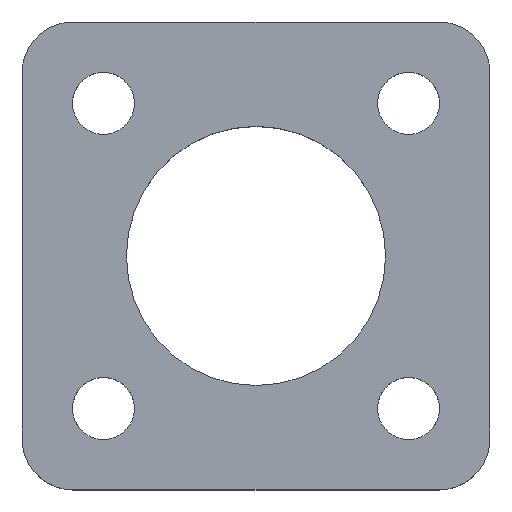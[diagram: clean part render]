
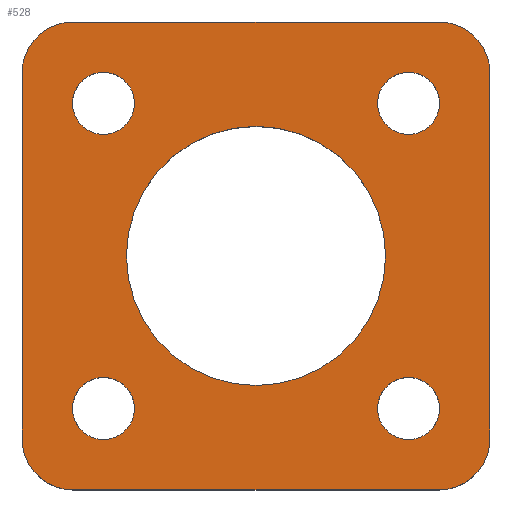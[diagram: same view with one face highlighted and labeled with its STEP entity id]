
A CAD part, top view. The second image highlights one B-rep face of the part: STEP entity #528.
In plain terms, the highlighted planar face has unit normal (0, 0, 1).
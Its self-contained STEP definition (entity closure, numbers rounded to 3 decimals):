
#27=FACE_BOUND('',#95,.T.);
#28=FACE_BOUND('',#96,.T.);
#29=FACE_BOUND('',#97,.T.);
#30=FACE_BOUND('',#98,.T.);
#31=FACE_BOUND('',#99,.T.);
#44=PLANE('',#581);
#69=FACE_OUTER_BOUND('',#94,.T.);
#94=EDGE_LOOP('',(#387,#388,#389,#390,#391,#392,#393,#394));
#95=EDGE_LOOP('',(#395,#396));
#96=EDGE_LOOP('',(#397,#398));
#97=EDGE_LOOP('',(#399,#400));
#98=EDGE_LOOP('',(#401,#402));
#99=EDGE_LOOP('',(#403,#404));
#133=LINE('',#810,#163);
#136=LINE('',#824,#166);
#137=LINE('',#828,#167);
#138=LINE('',#832,#168);
#163=VECTOR('',#655,10.);
#166=VECTOR('',#668,10.);
#167=VECTOR('',#671,10.);
#168=VECTOR('',#674,10.);
#193=CIRCLE('',#574,5.);
#199=CIRCLE('',#582,5.);
#200=CIRCLE('',#583,5.);
#201=CIRCLE('',#584,5.);
#202=CIRCLE('',#585,3.05);
#203=CIRCLE('',#586,3.05);
#204=CIRCLE('',#587,3.05);
#205=CIRCLE('',#588,3.05);
#206=CIRCLE('',#589,3.05);
#207=CIRCLE('',#590,3.05);
#208=CIRCLE('',#591,3.05);
#209=CIRCLE('',#592,3.05);
#210=CIRCLE('',#593,12.74);
#211=CIRCLE('',#594,12.74);
#233=VERTEX_POINT('',#800);
#234=VERTEX_POINT('',#801);
#237=VERTEX_POINT('',#809);
#243=VERTEX_POINT('',#823);
#244=VERTEX_POINT('',#825);
#245=VERTEX_POINT('',#827);
#246=VERTEX_POINT('',#829);
#247=VERTEX_POINT('',#831);
#248=VERTEX_POINT('',#834);
#249=VERTEX_POINT('',#835);
#250=VERTEX_POINT('',#838);
#251=VERTEX_POINT('',#839);
#252=VERTEX_POINT('',#842);
#253=VERTEX_POINT('',#843);
#254=VERTEX_POINT('',#846);
#255=VERTEX_POINT('',#847);
#256=VERTEX_POINT('',#850);
#257=VERTEX_POINT('',#851);
#292=EDGE_CURVE('',#233,#234,#193,.T.);
#296=EDGE_CURVE('',#237,#234,#133,.T.);
#303=EDGE_CURVE('',#233,#243,#136,.T.);
#304=EDGE_CURVE('',#244,#243,#199,.T.);
#305=EDGE_CURVE('',#244,#245,#137,.T.);
#306=EDGE_CURVE('',#246,#245,#200,.T.);
#307=EDGE_CURVE('',#246,#247,#138,.T.);
#308=EDGE_CURVE('',#237,#247,#201,.T.);
#309=EDGE_CURVE('',#248,#249,#202,.T.);
#310=EDGE_CURVE('',#249,#248,#203,.T.);
#311=EDGE_CURVE('',#250,#251,#204,.T.);
#312=EDGE_CURVE('',#251,#250,#205,.T.);
#313=EDGE_CURVE('',#252,#253,#206,.T.);
#314=EDGE_CURVE('',#253,#252,#207,.T.);
#315=EDGE_CURVE('',#254,#255,#208,.T.);
#316=EDGE_CURVE('',#255,#254,#209,.T.);
#317=EDGE_CURVE('',#256,#257,#210,.T.);
#318=EDGE_CURVE('',#257,#256,#211,.T.);
#387=ORIENTED_EDGE('',*,*,#292,.F.);
#388=ORIENTED_EDGE('',*,*,#303,.T.);
#389=ORIENTED_EDGE('',*,*,#304,.F.);
#390=ORIENTED_EDGE('',*,*,#305,.T.);
#391=ORIENTED_EDGE('',*,*,#306,.F.);
#392=ORIENTED_EDGE('',*,*,#307,.T.);
#393=ORIENTED_EDGE('',*,*,#308,.F.);
#394=ORIENTED_EDGE('',*,*,#296,.T.);
#395=ORIENTED_EDGE('',*,*,#309,.T.);
#396=ORIENTED_EDGE('',*,*,#310,.T.);
#397=ORIENTED_EDGE('',*,*,#311,.T.);
#398=ORIENTED_EDGE('',*,*,#312,.T.);
#399=ORIENTED_EDGE('',*,*,#313,.T.);
#400=ORIENTED_EDGE('',*,*,#314,.T.);
#401=ORIENTED_EDGE('',*,*,#315,.T.);
#402=ORIENTED_EDGE('',*,*,#316,.T.);
#403=ORIENTED_EDGE('',*,*,#317,.T.);
#404=ORIENTED_EDGE('',*,*,#318,.T.);
#528=ADVANCED_FACE('',(#69,#27,#28,#29,#30,#31),#44,.T.);
#574=AXIS2_PLACEMENT_3D('',#802,#647,#648);
#581=AXIS2_PLACEMENT_3D('',#822,#666,#667);
#582=AXIS2_PLACEMENT_3D('',#826,#669,#670);
#583=AXIS2_PLACEMENT_3D('',#830,#672,#673);
#584=AXIS2_PLACEMENT_3D('',#833,#675,#676);
#585=AXIS2_PLACEMENT_3D('',#836,#677,#678);
#586=AXIS2_PLACEMENT_3D('',#837,#679,#680);
#587=AXIS2_PLACEMENT_3D('',#840,#681,#682);
#588=AXIS2_PLACEMENT_3D('',#841,#683,#684);
#589=AXIS2_PLACEMENT_3D('',#844,#685,#686);
#590=AXIS2_PLACEMENT_3D('',#845,#687,#688);
#591=AXIS2_PLACEMENT_3D('',#848,#689,#690);
#592=AXIS2_PLACEMENT_3D('',#849,#691,#692);
#593=AXIS2_PLACEMENT_3D('',#852,#693,#694);
#594=AXIS2_PLACEMENT_3D('',#853,#695,#696);
#647=DIRECTION('center_axis',(0.,0.,-1.));
#648=DIRECTION('ref_axis',(-0.707,-0.707,0.));
#655=DIRECTION('',(0.,-1.,0.));
#666=DIRECTION('center_axis',(0.,0.,1.));
#667=DIRECTION('ref_axis',(1.,0.,0.));
#668=DIRECTION('',(1.,0.,0.));
#669=DIRECTION('center_axis',(0.,0.,-1.));
#670=DIRECTION('ref_axis',(0.707,-0.707,0.));
#671=DIRECTION('',(0.,1.,0.));
#672=DIRECTION('center_axis',(0.,0.,-1.));
#673=DIRECTION('ref_axis',(0.707,0.707,0.));
#674=DIRECTION('',(-1.,0.,0.));
#675=DIRECTION('center_axis',(0.,0.,-1.));
#676=DIRECTION('ref_axis',(-0.707,0.707,0.));
#677=DIRECTION('center_axis',(0.,0.,-1.));
#678=DIRECTION('ref_axis',(1.,0.,0.));
#679=DIRECTION('center_axis',(0.,0.,-1.));
#680=DIRECTION('ref_axis',(1.,0.,0.));
#681=DIRECTION('center_axis',(0.,0.,-1.));
#682=DIRECTION('ref_axis',(1.,0.,0.));
#683=DIRECTION('center_axis',(0.,0.,-1.));
#684=DIRECTION('ref_axis',(1.,0.,0.));
#685=DIRECTION('center_axis',(0.,0.,-1.));
#686=DIRECTION('ref_axis',(1.,0.,0.));
#687=DIRECTION('center_axis',(0.,0.,-1.));
#688=DIRECTION('ref_axis',(1.,0.,0.));
#689=DIRECTION('center_axis',(0.,0.,-1.));
#690=DIRECTION('ref_axis',(1.,0.,0.));
#691=DIRECTION('center_axis',(0.,0.,-1.));
#692=DIRECTION('ref_axis',(1.,0.,0.));
#693=DIRECTION('center_axis',(0.,0.,-1.));
#694=DIRECTION('ref_axis',(1.,0.,0.));
#695=DIRECTION('center_axis',(0.,0.,-1.));
#696=DIRECTION('ref_axis',(1.,0.,0.));
#800=CARTESIAN_POINT('',(-18.,-23.,8.));
#801=CARTESIAN_POINT('',(-23.,-18.,8.));
#802=CARTESIAN_POINT('Origin',(-18.,-18.,8.));
#809=CARTESIAN_POINT('',(-23.,18.,8.));
#810=CARTESIAN_POINT('',(-23.,23.,8.));
#822=CARTESIAN_POINT('Origin',(0.,0.,8.));
#823=CARTESIAN_POINT('',(18.,-23.,8.));
#824=CARTESIAN_POINT('',(-23.,-23.,8.));
#825=CARTESIAN_POINT('',(23.,-18.,8.));
#826=CARTESIAN_POINT('Origin',(18.,-18.,8.));
#827=CARTESIAN_POINT('',(23.,18.,8.));
#828=CARTESIAN_POINT('',(23.,-23.,8.));
#829=CARTESIAN_POINT('',(18.,23.,8.));
#830=CARTESIAN_POINT('Origin',(18.,18.,8.));
#831=CARTESIAN_POINT('',(-18.,23.,8.));
#832=CARTESIAN_POINT('',(23.,23.,8.));
#833=CARTESIAN_POINT('Origin',(-18.,18.,8.));
#834=CARTESIAN_POINT('',(18.05,-15.,8.));
#835=CARTESIAN_POINT('',(11.95,-15.,8.));
#836=CARTESIAN_POINT('Origin',(15.,-15.,8.));
#837=CARTESIAN_POINT('Origin',(15.,-15.,8.));
#838=CARTESIAN_POINT('',(-11.95,15.,8.));
#839=CARTESIAN_POINT('',(-18.05,15.,8.));
#840=CARTESIAN_POINT('Origin',(-15.,15.,8.));
#841=CARTESIAN_POINT('Origin',(-15.,15.,8.));
#842=CARTESIAN_POINT('',(18.05,15.,8.));
#843=CARTESIAN_POINT('',(11.95,15.,8.));
#844=CARTESIAN_POINT('Origin',(15.,15.,8.));
#845=CARTESIAN_POINT('Origin',(15.,15.,8.));
#846=CARTESIAN_POINT('',(-11.95,-15.,8.));
#847=CARTESIAN_POINT('',(-18.05,-15.,8.));
#848=CARTESIAN_POINT('Origin',(-15.,-15.,8.));
#849=CARTESIAN_POINT('Origin',(-15.,-15.,8.));
#850=CARTESIAN_POINT('',(12.74,0.,8.));
#851=CARTESIAN_POINT('',(-12.74,0.,8.));
#852=CARTESIAN_POINT('Origin',(0.,0.,8.));
#853=CARTESIAN_POINT('Origin',(0.,0.,8.));
